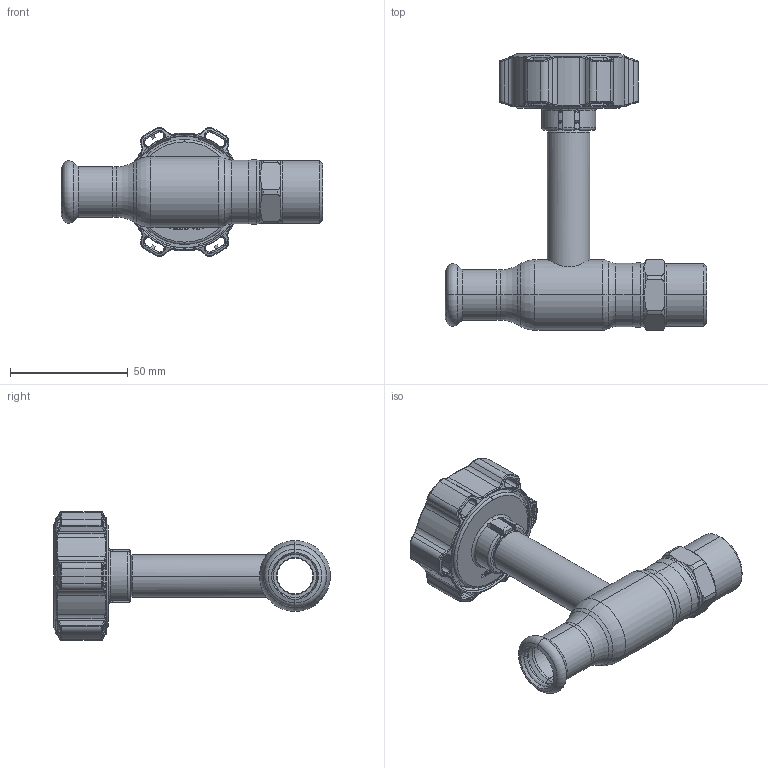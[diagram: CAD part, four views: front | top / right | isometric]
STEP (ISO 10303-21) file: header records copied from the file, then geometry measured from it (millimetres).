
FILE_DESCRIPTION (( 'STEP AP214' ), '1' );
FILE_NAME ('2015001211-0200.step', '2023-12-12T09:05:03', ( '' ), ( '' ), 'SwSTEP 2.0', 'SolidWorks 2021', '' );
FILE_SCHEMA (( 'AUTOMOTIVE_DESIGN' ));
Length unit declared in the file: millimetre
Products named in the file (1): 2015001211-0200
Bounding box: 110.8 x 117.3 x 54.57 mm (x, y, z)
Surface area: 30971.3 mm2 (no closed solid volume)
Topology: 0 solids, 10 shells, 561 faces, 1645 edges, 1067 vertices
Faces by surface type: bspline 177, cylinder 136, plane 97, torus 95, cone 56
Entity records: 34783 total; most frequent: CARTESIAN_POINT 15467, ORIENTED_EDGE 2926, DIRECTION 2306, EDGE_CURVE 1643, VERTEX_POINT 1067, AXIS2_PLACEMENT_3D 934, B_SPLINE_CURVE_WITH_KNOTS 622, EDGE_LOOP 594
